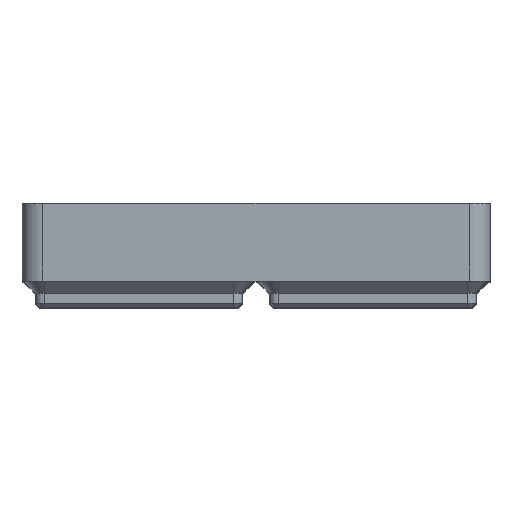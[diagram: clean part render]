
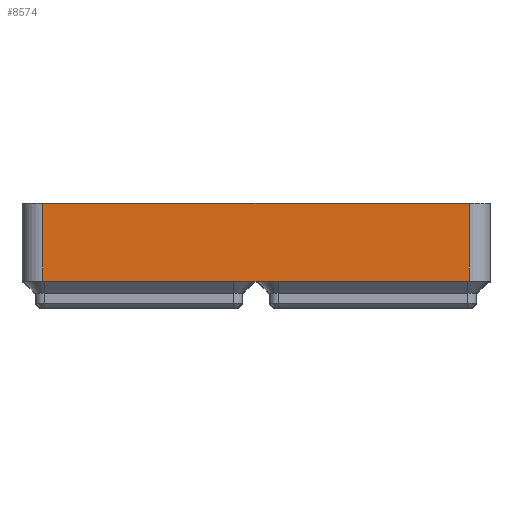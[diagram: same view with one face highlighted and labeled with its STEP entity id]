
A CAD part, top view. The second image highlights one B-rep face of the part: STEP entity #8574.
In plain terms, the highlighted planar face has unit normal (0, 0, 1).
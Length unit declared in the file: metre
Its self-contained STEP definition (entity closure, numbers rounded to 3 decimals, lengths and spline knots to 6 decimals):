
#4 = CARTESIAN_POINT('NONE', (0.08025, 0.00475, -0));
#5 = VERTEX_POINT('NONE', #4);
#6 = CARTESIAN_POINT('NONE', (0.08025, 0.01875, -0));
#7 = VERTEX_POINT('NONE', #6);
#12 = CARTESIAN_POINT('NONE', (0.00375, 0.00475, -0));
#13 = VERTEX_POINT('NONE', #12);
#14 = CARTESIAN_POINT('NONE', (0.00375, 0.01875, -0));
#15 = VERTEX_POINT('NONE', #14);
#1316 = DIRECTION('NONE', (0, 1, 0));
#1317 = VECTOR('NONE', #1316, 1);
#1318 = CARTESIAN_POINT('NONE', (0.08025, 0.00475, -0));
#1319 = LINE('NONE', #1318, #1317);
#1334 = DIRECTION('NONE', (0, 1, 0));
#1335 = VECTOR('NONE', #1334, 1);
#1336 = CARTESIAN_POINT('NONE', (0.00375, 0.00475, -0));
#1337 = LINE('NONE', #1336, #1335);
#1352 = DIRECTION('NONE', (1, 0, 0));
#1353 = VECTOR('NONE', #1352, 1);
#1354 = CARTESIAN_POINT('NONE', (0.00375, 0.00475, -0));
#1355 = LINE('NONE', #1354, #1353);
#1356 = DIRECTION('NONE', (-1, 0, 0));
#1357 = VECTOR('NONE', #1356, 1);
#1358 = CARTESIAN_POINT('NONE', (0.08025, 0.01875, -0));
#1359 = LINE('NONE', #1358, #1357);
#5484 = EDGE_CURVE('NONE', #5, #7, #1319, .T.);
#5488 = EDGE_CURVE('NONE', #13, #15, #1337, .T.);
#5492 = EDGE_CURVE('NONE', #13, #5, #1355, .T.);
#5493 = EDGE_CURVE('NONE', #7, #15, #1359, .T.);
#6468 = CARTESIAN_POINT('NONE', (0.042, 0.01175, -0));
#6469 = DIRECTION('NONE', (0, 0, 1));
#6470 = AXIS2_PLACEMENT_3D('NONE', #6468, #6469, $);
#6471 = PLANE('NONE', #6470);
#8568 = ORIENTED_EDGE('NONE', *, *, #5492, .T.);
#8569 = ORIENTED_EDGE('NONE', *, *, #5484, .T.);
#8570 = ORIENTED_EDGE('NONE', *, *, #5493, .T.);
#8571 = ORIENTED_EDGE('NONE', *, *, #5488, .F.);
#8572 = EDGE_LOOP('NONE', (#8568, #8569, #8570, #8571));
#8573 = FACE_BOUND('NONE', #8572, .T.);
#8574 = ADVANCED_FACE('NONE', (#8573), #6471, .T.);
